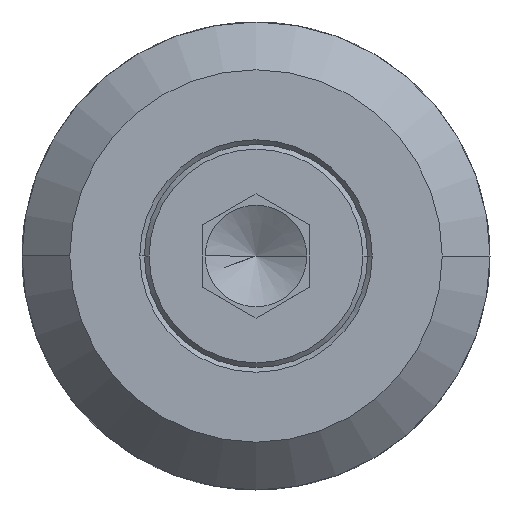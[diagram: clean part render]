
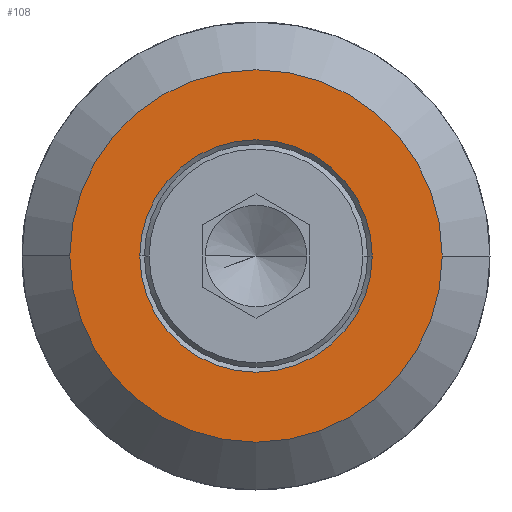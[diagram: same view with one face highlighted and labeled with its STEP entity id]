
A CAD part, front view. The second image highlights one B-rep face of the part: STEP entity #108.
In plain terms, the highlighted planar face has unit normal (0, -1, 0).
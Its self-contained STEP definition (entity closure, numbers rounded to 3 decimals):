
#108 = ADVANCED_FACE( '', ( #196, #197 ), #198, .T. );
#196 = FACE_BOUND( '', #307, .T. );
#197 = FACE_OUTER_BOUND( '', #308, .T. );
#198 = PLANE( '', #309 );
#307 = EDGE_LOOP( '', ( #582, #583 ) );
#308 = EDGE_LOOP( '', ( #584, #585 ) );
#309 = AXIS2_PLACEMENT_3D( '', #586, #587, #588 );
#582 = ORIENTED_EDGE( '', *, *, #736, .T. );
#583 = ORIENTED_EDGE( '', *, *, #801, .T. );
#584 = ORIENTED_EDGE( '', *, *, #746, .F. );
#585 = ORIENTED_EDGE( '', *, *, #800, .F. );
#586 = CARTESIAN_POINT( '', ( 0.597, 0., 0. ) );
#587 = DIRECTION( '', ( 0., -1., 0. ) );
#588 = DIRECTION( '', ( -1., 0., 0. ) );
#736 = EDGE_CURVE( '', #909, #913, #915, .T. );
#746 = EDGE_CURVE( '', #932, #934, #935, .T. );
#800 = EDGE_CURVE( '', #934, #932, #1022, .T. );
#801 = EDGE_CURVE( '', #913, #909, #1023, .T. );
#909 = VERTEX_POINT( '', #1102 );
#913 = VERTEX_POINT( '', #1107 );
#915 = CIRCLE( '', #1110, 0.745 );
#932 = VERTEX_POINT( '', #1131 );
#934 = VERTEX_POINT( '', #1134 );
#935 = CIRCLE( '', #1135, 1.194 );
#1022 = CIRCLE( '', #1325, 1.194 );
#1023 = CIRCLE( '', #1326, 0.745 );
#1102 = CARTESIAN_POINT( '', ( 0.745, 0., 0. ) );
#1107 = CARTESIAN_POINT( '', ( -0.745, 0., 0. ) );
#1110 = AXIS2_PLACEMENT_3D( '', #1464, #1465, #1466 );
#1131 = CARTESIAN_POINT( '', ( 1.194, 0., 0. ) );
#1134 = CARTESIAN_POINT( '', ( -1.194, 0., 0. ) );
#1135 = AXIS2_PLACEMENT_3D( '', #1484, #1485, #1486 );
#1325 = AXIS2_PLACEMENT_3D( '', #1560, #1561, #1562 );
#1326 = AXIS2_PLACEMENT_3D( '', #1563, #1564, #1565 );
#1464 = CARTESIAN_POINT( '', ( 0., 0., 0. ) );
#1465 = DIRECTION( '', ( 0., 1., 0. ) );
#1466 = DIRECTION( '', ( 1., 0., 0. ) );
#1484 = CARTESIAN_POINT( '', ( 0., 0., 0. ) );
#1485 = DIRECTION( '', ( 0., 1., 0. ) );
#1486 = DIRECTION( '', ( 1., 0., 0. ) );
#1560 = CARTESIAN_POINT( '', ( 0., 0., 0. ) );
#1561 = DIRECTION( '', ( 0., 1., 0. ) );
#1562 = DIRECTION( '', ( 1., 0., 0. ) );
#1563 = CARTESIAN_POINT( '', ( 0., 0., 0. ) );
#1564 = DIRECTION( '', ( 0., 1., 0. ) );
#1565 = DIRECTION( '', ( 1., 0., 0. ) );
